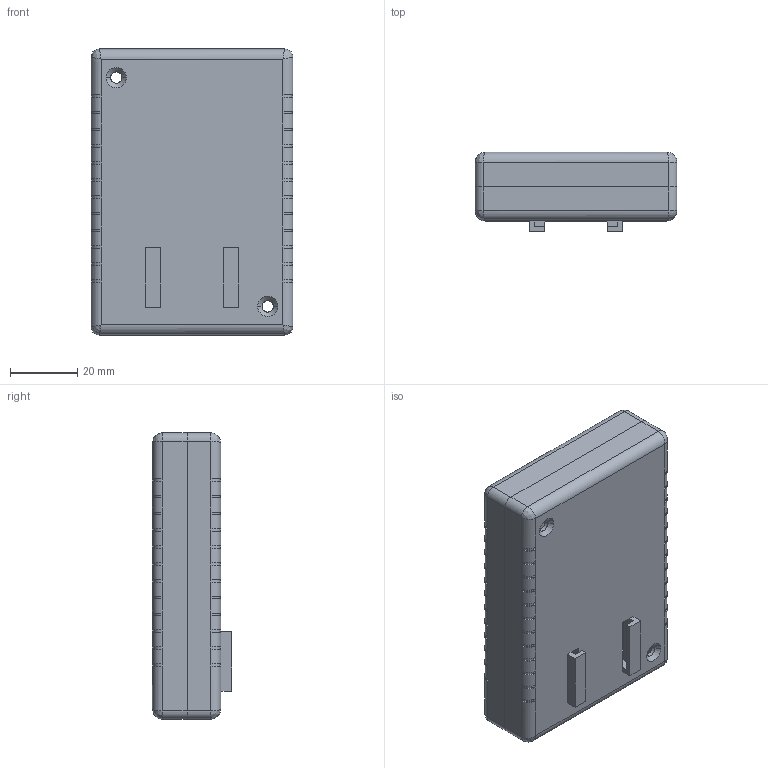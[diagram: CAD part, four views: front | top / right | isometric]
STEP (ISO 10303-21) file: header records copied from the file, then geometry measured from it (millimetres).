
FILE_DESCRIPTION((''),'2;1');
FILE_NAME('SC_CR_093_3_CAIXA_ASM','2015-04-17T',('cleristonmarques'),(''),'PRO/ENGINEER BY PARAMETRIC TECHNOLOGY CORPORATION, 2010280','PRO/ENGINEER BY PARAMETRIC TECHNOLOGY CORPORATION, 2010280','');
FILE_SCHEMA(('CONFIG_CONTROL_DESIGN'));
Length unit declared in the file: millimetre
Products named in the file (3): CR_093_3_TAMPA; CR_093_3_BASE; SC_CR_093_3_CAIXA_ASM
Assembly tree (2 placements, depth 2):
  SC_CR_093_3_CAIXA_ASM
    CR_093_3_TAMPA
    CR_093_3_BASE
Bounding box: 60 x 23.5 x 85 mm (x, y, z)
Volume: 34247.2 mm3; surface area: 31978.2 mm2
Topology: 2 solids, 2 shells, 462 faces, 1068 edges, 628 vertices
Faces by surface type: plane 262, cylinder 176, bspline 16, cone 8
Entity records: 14244 total; most frequent: CARTESIAN_POINT 3619, DIRECTION 2266, ORIENTED_EDGE 2136, EDGE_CURVE 1068, AXIS2_PLACEMENT_3D 779, VECTOR 708, LINE 708, VERTEX_POINT 628
